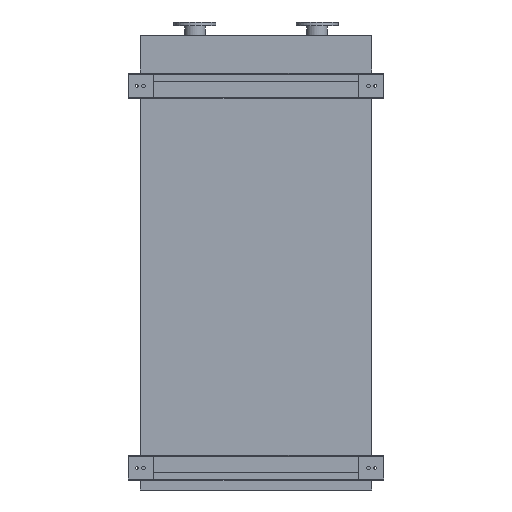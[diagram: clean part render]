
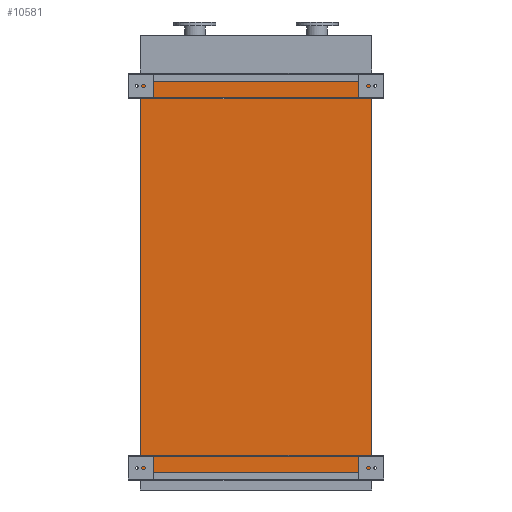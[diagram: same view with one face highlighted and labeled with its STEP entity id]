
A CAD part, front view. The second image highlights one B-rep face of the part: STEP entity #10581.
In plain terms, the highlighted planar face has unit normal (0, -1, 0).
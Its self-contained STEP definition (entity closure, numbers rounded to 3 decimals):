
#356 = VECTOR ( 'NONE', #11591, 1000. ) ;
#505 = ORIENTED_EDGE ( 'NONE', *, *, #14917, .F. ) ;
#696 = LINE ( 'NONE', #5496, #14480 ) ;
#919 = LINE ( 'NONE', #6242, #356 ) ;
#1241 = DIRECTION ( 'NONE',  ( 0., -1., 0. ) ) ;
#2083 = DIRECTION ( 'NONE',  ( 1., 0., 0. ) ) ;
#3200 = VERTEX_POINT ( 'NONE', #19698 ) ;
#3777 = VECTOR ( 'NONE', #18178, 1000. ) ;
#5496 = CARTESIAN_POINT ( 'NONE',  ( 605., 0., -2050. ) ) ;
#5736 = CARTESIAN_POINT ( 'NONE',  ( -605., 0., -2050. ) ) ;
#6242 = CARTESIAN_POINT ( 'NONE',  ( -605., 0., -2050. ) ) ;
#6564 = CARTESIAN_POINT ( 'NONE',  ( -605., 0., -2050. ) ) ;
#7132 = AXIS2_PLACEMENT_3D ( 'NONE', #11992, #1241, #13809 ) ;
#7339 = DIRECTION ( 'NONE',  ( 0., 0., 1. ) ) ;
#7753 = VERTEX_POINT ( 'NONE', #14238 ) ;
#8044 = VECTOR ( 'NONE', #2083, 1000. ) ;
#8605 = EDGE_LOOP ( 'NONE', ( #20236, #505, #16545, #13886 ) ) ;
#8660 = FACE_OUTER_BOUND ( 'NONE', #8605, .T. ) ;
#10581 = ADVANCED_FACE ( 'NONE', ( #8660 ), #19116, .T. ) ;
#11591 = DIRECTION ( 'NONE',  ( 0., 0., 1. ) ) ;
#11992 = CARTESIAN_POINT ( 'NONE',  ( -605., 0., -2050. ) ) ;
#13809 = DIRECTION ( 'NONE',  ( 0., 0., -1. ) ) ;
#13886 = ORIENTED_EDGE ( 'NONE', *, *, #22217, .T. ) ;
#14238 = CARTESIAN_POINT ( 'NONE',  ( 605., 0., -2050. ) ) ;
#14480 = VECTOR ( 'NONE', #7339, 1000. ) ;
#14695 = VERTEX_POINT ( 'NONE', #14764 ) ;
#14764 = CARTESIAN_POINT ( 'NONE',  ( -605., 0., 0. ) ) ;
#14917 = EDGE_CURVE ( 'NONE', #14999, #14695, #919, .T. ) ;
#14999 = VERTEX_POINT ( 'NONE', #6564 ) ;
#16545 = ORIENTED_EDGE ( 'NONE', *, *, #22285, .T. ) ;
#18178 = DIRECTION ( 'NONE',  ( 1., 0., 0. ) ) ;
#19116 = PLANE ( 'NONE',  #7132 ) ;
#19698 = CARTESIAN_POINT ( 'NONE',  ( 605., 0., 0. ) ) ;
#20236 = ORIENTED_EDGE ( 'NONE', *, *, #22247, .F. ) ;
#21751 = CARTESIAN_POINT ( 'NONE',  ( -605., 0., 0. ) ) ;
#21798 = LINE ( 'NONE', #5736, #8044 ) ;
#22217 = EDGE_CURVE ( 'NONE', #7753, #3200, #696, .T. ) ;
#22247 = EDGE_CURVE ( 'NONE', #14695, #3200, #23008, .T. ) ;
#22285 = EDGE_CURVE ( 'NONE', #14999, #7753, #21798, .T. ) ;
#23008 = LINE ( 'NONE', #21751, #3777 ) ;
